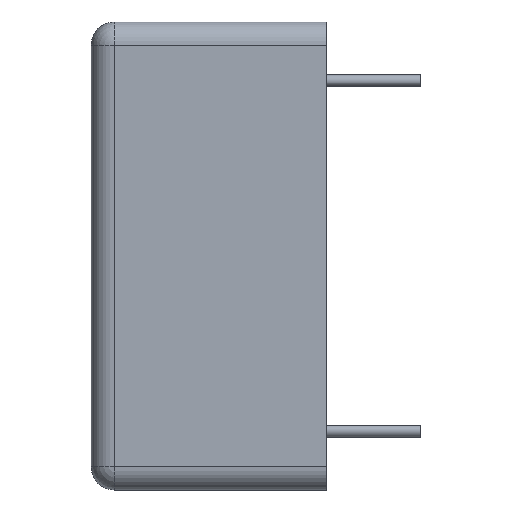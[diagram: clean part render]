
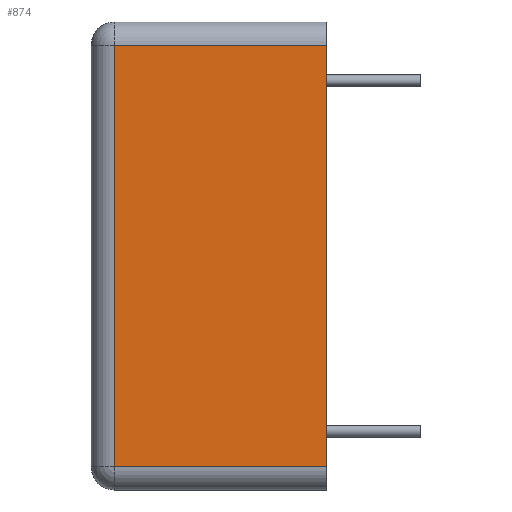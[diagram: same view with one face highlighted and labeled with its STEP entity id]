
A CAD part, left-side view. The second image highlights one B-rep face of the part: STEP entity #874.
In plain terms, the highlighted planar face has unit normal (-1, 0, 0).
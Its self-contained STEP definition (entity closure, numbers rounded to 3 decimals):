
#6 = LINE ( 'NONE', #158, #959 ) ;
#61 = FACE_OUTER_BOUND ( 'NONE', #645, .T. ) ;
#63 = AXIS2_PLACEMENT_3D ( 'NONE', #1162, #695, #1063 ) ;
#132 = CARTESIAN_POINT ( 'NONE',  ( -15.9, 0., -9.15 ) ) ;
#136 = LINE ( 'NONE', #392, #765 ) ;
#158 = CARTESIAN_POINT ( 'NONE',  ( -15.9, 9.2, -9.15 ) ) ;
#168 = CARTESIAN_POINT ( 'NONE',  ( -15.9, 10.2, 9.15 ) ) ;
#270 = VECTOR ( 'NONE', #526, 1000. ) ;
#292 = DIRECTION ( 'NONE',  ( 0., -1., 0. ) ) ;
#304 = DIRECTION ( 'NONE',  ( 0., 0., 1. ) ) ;
#343 = CARTESIAN_POINT ( 'NONE',  ( -15.9, 0., 9.15 ) ) ;
#375 = LINE ( 'NONE', #738, #475 ) ;
#387 = CARTESIAN_POINT ( 'NONE',  ( -15.9, 9.2, -9.15 ) ) ;
#392 = CARTESIAN_POINT ( 'NONE',  ( -15.9, 0., -10.15 ) ) ;
#419 = PLANE ( 'NONE',  #63 ) ;
#429 = VERTEX_POINT ( 'NONE', #343 ) ;
#459 = EDGE_CURVE ( 'NONE', #429, #482, #1074, .T. ) ;
#475 = VECTOR ( 'NONE', #292, 1000. ) ;
#482 = VERTEX_POINT ( 'NONE', #532 ) ;
#526 = DIRECTION ( 'NONE',  ( 0., 1., 0. ) ) ;
#532 = CARTESIAN_POINT ( 'NONE',  ( -15.9, 9.2, 9.15 ) ) ;
#601 = VERTEX_POINT ( 'NONE', #387 ) ;
#616 = EDGE_CURVE ( 'NONE', #601, #732, #375, .T. ) ;
#645 = EDGE_LOOP ( 'NONE', ( #1095, #1175, #766, #1181 ) ) ;
#695 = DIRECTION ( 'NONE',  ( 1., 0., 0. ) ) ;
#732 = VERTEX_POINT ( 'NONE', #132 ) ;
#738 = CARTESIAN_POINT ( 'NONE',  ( -15.9, 10.2, -9.15 ) ) ;
#765 = VECTOR ( 'NONE', #304, 1000. ) ;
#766 = ORIENTED_EDGE ( 'NONE', *, *, #616, .T. ) ;
#849 = EDGE_CURVE ( 'NONE', #732, #429, #136, .T. ) ;
#874 = ADVANCED_FACE ( 'NONE', ( #61 ), #419, .F. ) ;
#959 = VECTOR ( 'NONE', #1091, 1000. ) ;
#1046 = EDGE_CURVE ( 'NONE', #482, #601, #6, .T. ) ;
#1063 = DIRECTION ( 'NONE',  ( 0., 0., -1. ) ) ;
#1074 = LINE ( 'NONE', #168, #270 ) ;
#1091 = DIRECTION ( 'NONE',  ( 0., 0., -1. ) ) ;
#1095 = ORIENTED_EDGE ( 'NONE', *, *, #459, .T. ) ;
#1162 = CARTESIAN_POINT ( 'NONE',  ( -15.9, 10.2, -10.15 ) ) ;
#1175 = ORIENTED_EDGE ( 'NONE', *, *, #1046, .T. ) ;
#1181 = ORIENTED_EDGE ( 'NONE', *, *, #849, .T. ) ;
